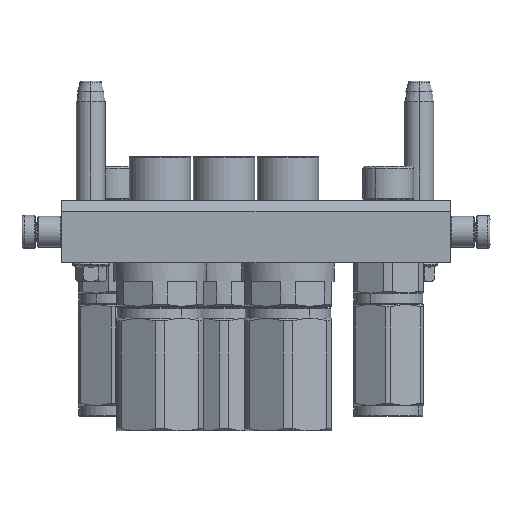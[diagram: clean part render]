
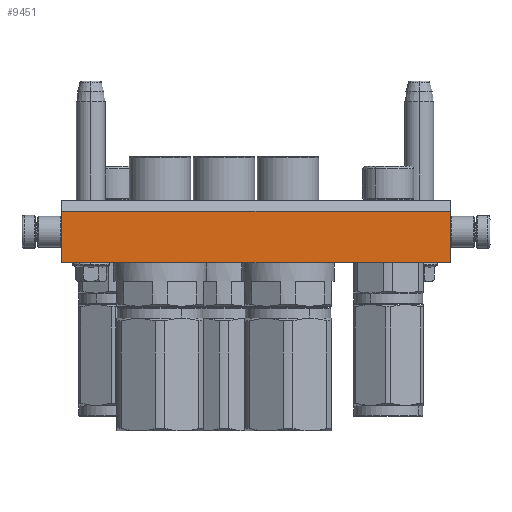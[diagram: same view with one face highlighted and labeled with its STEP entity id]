
A CAD part, left-side view. The second image highlights one B-rep face of the part: STEP entity #9451.
In plain terms, the highlighted face is planar.
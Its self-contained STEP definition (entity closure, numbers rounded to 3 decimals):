
#827 = DIRECTION ( 'NONE',  ( 0., 1., 0. ) ) ;
#3476 = DIRECTION ( 'NONE',  ( -1., 0., 0. ) ) ;
#4011 = VERTEX_POINT ( 'NONE', #12508 ) ;
#4073 = CARTESIAN_POINT ( 'NONE',  ( 94., 15., -45. ) ) ;
#6131 = ORIENTED_EDGE ( 'NONE', *, *, #32267, .F. ) ;
#6359 = CARTESIAN_POINT ( 'NONE',  ( 94., -10., -45. ) ) ;
#7645 = CARTESIAN_POINT ( 'NONE',  ( -94., -10., -45. ) ) ;
#7669 = PLANE ( 'NONE',  #33858 ) ;
#7839 = CARTESIAN_POINT ( 'NONE',  ( 94., -15., -45. ) ) ;
#9451 = ADVANCED_FACE ( 'NONE', ( #46063 ), #7669, .T. ) ;
#9981 = EDGE_CURVE ( 'NONE', #12960, #4011, #34327, .T. ) ;
#11797 = DIRECTION ( 'NONE',  ( 0., 0., -1. ) ) ;
#12508 = CARTESIAN_POINT ( 'NONE',  ( -94., 15., -45. ) ) ;
#12960 = VERTEX_POINT ( 'NONE', #4073 ) ;
#13404 = CARTESIAN_POINT ( 'NONE',  ( 94., -10., -45. ) ) ;
#15108 = EDGE_CURVE ( 'NONE', #17742, #12960, #40191, .T. ) ;
#17463 = VECTOR ( 'NONE', #52188, 1000. ) ;
#17742 = VERTEX_POINT ( 'NONE', #13404 ) ;
#18701 = VECTOR ( 'NONE', #827, 1000. ) ;
#21135 = CARTESIAN_POINT ( 'NONE',  ( -94., -10., -45. ) ) ;
#21530 = LINE ( 'NONE', #7645, #24136 ) ;
#22307 = ORIENTED_EDGE ( 'NONE', *, *, #15108, .F. ) ;
#22790 = VERTEX_POINT ( 'NONE', #21135 ) ;
#24136 = VECTOR ( 'NONE', #36791, 1000. ) ;
#28243 = ORIENTED_EDGE ( 'NONE', *, *, #31247, .T. ) ;
#30603 = CARTESIAN_POINT ( 'NONE',  ( 94., 15., -45. ) ) ;
#31247 = EDGE_CURVE ( 'NONE', #22790, #4011, #40791, .T. ) ;
#32267 = EDGE_CURVE ( 'NONE', #22790, #17742, #21530, .T. ) ;
#33858 = AXIS2_PLACEMENT_3D ( 'NONE', #7839, #11797, #3476 ) ;
#34327 = LINE ( 'NONE', #30603, #49879 ) ;
#36791 = DIRECTION ( 'NONE',  ( 1., 0., 0. ) ) ;
#38326 = EDGE_LOOP ( 'NONE', ( #28243, #41431, #22307, #6131 ) ) ;
#40191 = LINE ( 'NONE', #6359, #17463 ) ;
#40791 = LINE ( 'NONE', #42000, #18701 ) ;
#41431 = ORIENTED_EDGE ( 'NONE', *, *, #9981, .F. ) ;
#42000 = CARTESIAN_POINT ( 'NONE',  ( -94., -10., -45. ) ) ;
#43088 = DIRECTION ( 'NONE',  ( -1., 0., 0. ) ) ;
#46063 = FACE_OUTER_BOUND ( 'NONE', #38326, .T. ) ;
#49879 = VECTOR ( 'NONE', #43088, 1000. ) ;
#52188 = DIRECTION ( 'NONE',  ( 0., 1., 0. ) ) ;
